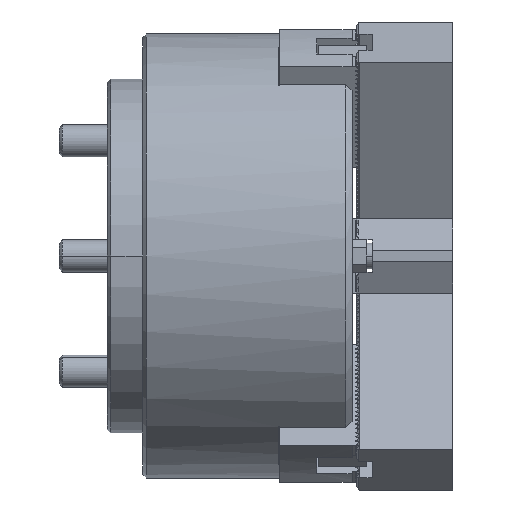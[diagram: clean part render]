
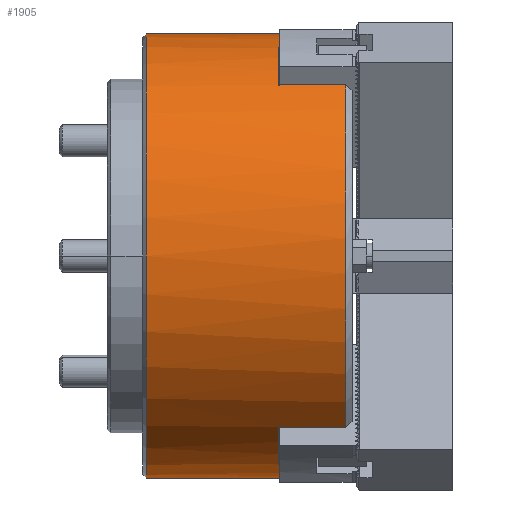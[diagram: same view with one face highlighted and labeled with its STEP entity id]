
A CAD part, front view. The second image highlights one B-rep face of the part: STEP entity #1905.
In plain terms, the highlighted cylindrical face has radius 69 mm (diameter 138 mm), a partial arc.
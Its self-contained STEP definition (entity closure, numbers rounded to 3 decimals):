
#93 = ORIENTED_EDGE ( 'NONE', *, *, #28518, .F. ) ;
#853 = CIRCLE ( 'NONE', #15980, 69. ) ;
#1061 = CYLINDRICAL_SURFACE ( 'NONE', #18122, 69. ) ;
#1134 = LINE ( 'NONE', #16082, #19356 ) ;
#1150 = EDGE_CURVE ( 'NONE', #11693, #12216, #10038, .T. ) ;
#1154 = CARTESIAN_POINT ( 'NONE',  ( 42., -43.977, -53.17 ) ) ;
#1293 = CARTESIAN_POINT ( 'NONE',  ( 63., -43.977, -53.17 ) ) ;
#1756 = EDGE_CURVE ( 'NONE', #30033, #21762, #12600, .T. ) ;
#1901 = CARTESIAN_POINT ( 'NONE',  ( 0., -24.058, -64.67 ) ) ;
#1905 = ADVANCED_FACE ( 'NONE', ( #20777 ), #1061, .T. ) ;
#2013 = CARTESIAN_POINT ( 'NONE',  ( 42., -24.058, 64.67 ) ) ;
#2052 = DIRECTION ( 'NONE',  ( -1., 0., 0. ) ) ;
#2942 = EDGE_CURVE ( 'NONE', #18871, #3552, #4748, .T. ) ;
#3498 = CARTESIAN_POINT ( 'NONE',  ( 0., 0., -69. ) ) ;
#3552 = VERTEX_POINT ( 'NONE', #2013 ) ;
#3889 = AXIS2_PLACEMENT_3D ( 'NONE', #27949, #13769, #30334 ) ;
#4081 = ORIENTED_EDGE ( 'NONE', *, *, #27789, .F. ) ;
#4618 = ORIENTED_EDGE ( 'NONE', *, *, #28415, .T. ) ;
#4748 = LINE ( 'NONE', #25688, #22218 ) ;
#4873 = CIRCLE ( 'NONE', #13625, 69. ) ;
#5074 = CARTESIAN_POINT ( 'NONE',  ( 1., 0., 69. ) ) ;
#5617 = VECTOR ( 'NONE', #13753, 1000. ) ;
#6383 = DIRECTION ( 'NONE',  ( -1., 0., 0. ) ) ;
#6692 = DIRECTION ( 'NONE',  ( -1., 0., 0. ) ) ;
#7097 = CIRCLE ( 'NONE', #3889, 69. ) ;
#7128 = CARTESIAN_POINT ( 'NONE',  ( 1., 0., -69. ) ) ;
#7229 = CARTESIAN_POINT ( 'NONE',  ( 42., -43.977, 53.17 ) ) ;
#7863 = LINE ( 'NONE', #1901, #5617 ) ;
#8217 = LINE ( 'NONE', #15450, #19376 ) ;
#8791 = DIRECTION ( 'NONE',  ( -1., 0., 0. ) ) ;
#9170 = CIRCLE ( 'NONE', #29802, 69. ) ;
#9378 = CARTESIAN_POINT ( 'NONE',  ( 63., 0., 69. ) ) ;
#9399 = DIRECTION ( 'NONE',  ( -1., 0., 0. ) ) ;
#9414 = CARTESIAN_POINT ( 'NONE',  ( 42., 0., 0. ) ) ;
#10038 = LINE ( 'NONE', #15881, #28215 ) ;
#10138 = ORIENTED_EDGE ( 'NONE', *, *, #26870, .T. ) ;
#10185 = VERTEX_POINT ( 'NONE', #7229 ) ;
#10655 = EDGE_CURVE ( 'NONE', #30033, #20286, #30090, .T. ) ;
#10780 = ORIENTED_EDGE ( 'NONE', *, *, #11261, .T. ) ;
#10800 = CIRCLE ( 'NONE', #25121, 69. ) ;
#11221 = EDGE_CURVE ( 'NONE', #12216, #20394, #7097, .T. ) ;
#11261 = EDGE_CURVE ( 'NONE', #18871, #17565, #9170, .T. ) ;
#11693 = VERTEX_POINT ( 'NONE', #1293 ) ;
#11805 = DIRECTION ( 'NONE',  ( 0., 0., -1. ) ) ;
#12216 = VERTEX_POINT ( 'NONE', #1154 ) ;
#12600 = LINE ( 'NONE', #3498, #30786 ) ;
#12850 = CARTESIAN_POINT ( 'NONE',  ( 63., -24.058, 64.67 ) ) ;
#12966 = DIRECTION ( 'NONE',  ( -1., 0., 0. ) ) ;
#13025 = VERTEX_POINT ( 'NONE', #18659 ) ;
#13062 = CARTESIAN_POINT ( 'NONE',  ( 63., -24.058, -64.67 ) ) ;
#13360 = DIRECTION ( 'NONE',  ( 1., 0., 0. ) ) ;
#13625 = AXIS2_PLACEMENT_3D ( 'NONE', #28229, #14041, #30616 ) ;
#13753 = DIRECTION ( 'NONE',  ( 1., 0., 0. ) ) ;
#13769 = DIRECTION ( 'NONE',  ( 1., 0., 0. ) ) ;
#13813 = DIRECTION ( 'NONE',  ( -1., 0., 0. ) ) ;
#14041 = DIRECTION ( 'NONE',  ( -1., 0., 0. ) ) ;
#14594 = EDGE_CURVE ( 'NONE', #10185, #13025, #8217, .T. ) ;
#15203 = ORIENTED_EDGE ( 'NONE', *, *, #1150, .F. ) ;
#15450 = CARTESIAN_POINT ( 'NONE',  ( 0., -43.977, 53.17 ) ) ;
#15857 = ORIENTED_EDGE ( 'NONE', *, *, #14594, .F. ) ;
#15881 = CARTESIAN_POINT ( 'NONE',  ( 0., -43.977, -53.17 ) ) ;
#15980 = AXIS2_PLACEMENT_3D ( 'NONE', #27562, #13360, #29940 ) ;
#16082 = CARTESIAN_POINT ( 'NONE',  ( 0., 0., 69. ) ) ;
#17565 = VERTEX_POINT ( 'NONE', #9378 ) ;
#18122 = AXIS2_PLACEMENT_3D ( 'NONE', #18242, #8791, #25393 ) ;
#18242 = CARTESIAN_POINT ( 'NONE',  ( 0., 0., 0. ) ) ;
#18268 = AXIS2_PLACEMENT_3D ( 'NONE', #23615, #9399, #25991 ) ;
#18659 = CARTESIAN_POINT ( 'NONE',  ( 63., -43.977, 53.17 ) ) ;
#18871 = VERTEX_POINT ( 'NONE', #12850 ) ;
#19356 = VECTOR ( 'NONE', #13813, 1000. ) ;
#19376 = VECTOR ( 'NONE', #29628, 1000. ) ;
#20286 = VERTEX_POINT ( 'NONE', #13062 ) ;
#20394 = VERTEX_POINT ( 'NONE', #30474 ) ;
#20777 = FACE_OUTER_BOUND ( 'NONE', #25336, .T. ) ;
#20939 = ORIENTED_EDGE ( 'NONE', *, *, #10655, .T. ) ;
#20960 = CARTESIAN_POINT ( 'NONE',  ( 63., 0., 0. ) ) ;
#21762 = VERTEX_POINT ( 'NONE', #7128 ) ;
#22218 = VECTOR ( 'NONE', #2052, 1000. ) ;
#22514 = CARTESIAN_POINT ( 'NONE',  ( 63., 0., -69. ) ) ;
#23289 = ORIENTED_EDGE ( 'NONE', *, *, #2942, .F. ) ;
#23332 = DIRECTION ( 'NONE',  ( 0., 0., 1. ) ) ;
#23615 = CARTESIAN_POINT ( 'NONE',  ( 63., 0., 0. ) ) ;
#25121 = AXIS2_PLACEMENT_3D ( 'NONE', #9414, #26008, #11805 ) ;
#25336 = EDGE_LOOP ( 'NONE', ( #27815, #20939, #4081, #26768, #15203, #25349, #15857, #93, #23289, #10780, #4618, #10138 ) ) ;
#25349 = ORIENTED_EDGE ( 'NONE', *, *, #27838, .T. ) ;
#25393 = DIRECTION ( 'NONE',  ( 0., 0., 1. ) ) ;
#25688 = CARTESIAN_POINT ( 'NONE',  ( 0., -24.058, 64.67 ) ) ;
#25991 = DIRECTION ( 'NONE',  ( 0., 0., 1. ) ) ;
#26008 = DIRECTION ( 'NONE',  ( 1., 0., 0. ) ) ;
#26768 = ORIENTED_EDGE ( 'NONE', *, *, #11221, .F. ) ;
#26870 = EDGE_CURVE ( 'NONE', #29812, #21762, #853, .T. ) ;
#27562 = CARTESIAN_POINT ( 'NONE',  ( 1., 0., 0. ) ) ;
#27789 = EDGE_CURVE ( 'NONE', #20394, #20286, #7863, .T. ) ;
#27815 = ORIENTED_EDGE ( 'NONE', *, *, #1756, .F. ) ;
#27838 = EDGE_CURVE ( 'NONE', #11693, #13025, #4873, .T. ) ;
#27949 = CARTESIAN_POINT ( 'NONE',  ( 42., 0., 0. ) ) ;
#28215 = VECTOR ( 'NONE', #6383, 1000. ) ;
#28229 = CARTESIAN_POINT ( 'NONE',  ( 63., 0., 0. ) ) ;
#28415 = EDGE_CURVE ( 'NONE', #17565, #29812, #1134, .T. ) ;
#28518 = EDGE_CURVE ( 'NONE', #3552, #10185, #10800, .T. ) ;
#29628 = DIRECTION ( 'NONE',  ( 1., 0., 0. ) ) ;
#29802 = AXIS2_PLACEMENT_3D ( 'NONE', #20960, #6692, #23332 ) ;
#29812 = VERTEX_POINT ( 'NONE', #5074 ) ;
#29940 = DIRECTION ( 'NONE',  ( 0., 0., -1. ) ) ;
#30033 = VERTEX_POINT ( 'NONE', #22514 ) ;
#30090 = CIRCLE ( 'NONE', #18268, 69. ) ;
#30334 = DIRECTION ( 'NONE',  ( 0., 0., -1. ) ) ;
#30474 = CARTESIAN_POINT ( 'NONE',  ( 42., -24.058, -64.67 ) ) ;
#30616 = DIRECTION ( 'NONE',  ( 0., 0., 1. ) ) ;
#30786 = VECTOR ( 'NONE', #12966, 1000. ) ;
